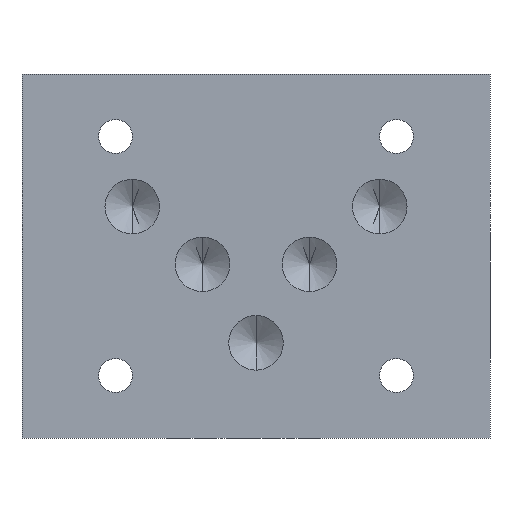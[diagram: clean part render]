
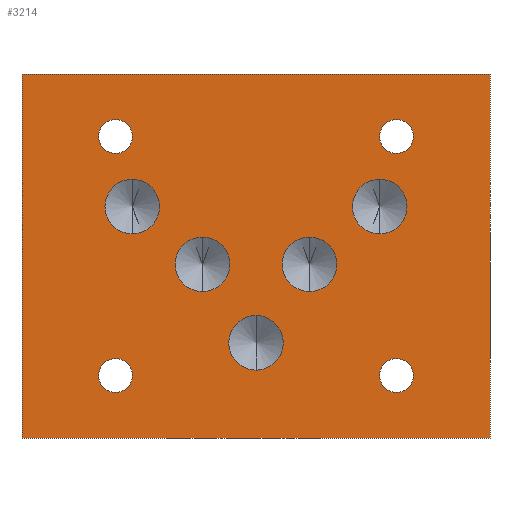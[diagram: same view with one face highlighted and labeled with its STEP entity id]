
A CAD part, front view. The second image highlights one B-rep face of the part: STEP entity #3214.
In plain terms, the highlighted planar face has unit normal (0, -1, 0).
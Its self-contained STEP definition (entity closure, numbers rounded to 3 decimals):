
#1=DIRECTION('',(0.,0.,1.));
#2=VECTOR('',#1,70.);
#3=CARTESIAN_POINT('',(-45.,-15.,-35.));
#4=LINE('',#3,#2);
#5=DIRECTION('',(1.,0.,0.));
#6=VECTOR('',#5,90.);
#7=CARTESIAN_POINT('',(-45.,-15.,35.));
#8=LINE('',#7,#6);
#9=DIRECTION('',(0.,0.,-1.));
#10=VECTOR('',#9,70.);
#11=CARTESIAN_POINT('',(45.,-15.,35.));
#12=LINE('',#11,#10);
#13=DIRECTION('',(-1.,0.,0.));
#14=VECTOR('',#13,90.);
#15=CARTESIAN_POINT('',(45.,-15.,-35.));
#16=LINE('',#15,#14);
#17=CARTESIAN_POINT('',(-27.,-15.,-23.));
#18=DIRECTION('',(0.,1.,0.));
#19=DIRECTION('',(0.,0.,1.));
#20=AXIS2_PLACEMENT_3D('',#17,#18,#19);
#22=CARTESIAN_POINT('',(-27.,-15.,-23.));
#23=DIRECTION('',(0.,1.,0.));
#24=DIRECTION('',(0.,0.,-1.));
#25=AXIS2_PLACEMENT_3D('',#22,#23,#24);
#27=CARTESIAN_POINT('',(27.,-15.,-23.));
#28=DIRECTION('',(0.,1.,0.));
#29=DIRECTION('',(0.,0.,1.));
#30=AXIS2_PLACEMENT_3D('',#27,#28,#29);
#32=CARTESIAN_POINT('',(27.,-15.,-23.));
#33=DIRECTION('',(0.,1.,0.));
#34=DIRECTION('',(0.,0.,-1.));
#35=AXIS2_PLACEMENT_3D('',#32,#33,#34);
#37=CARTESIAN_POINT('',(-27.,-15.,23.));
#38=DIRECTION('',(0.,1.,0.));
#39=DIRECTION('',(0.,0.,1.));
#40=AXIS2_PLACEMENT_3D('',#37,#38,#39);
#42=CARTESIAN_POINT('',(-27.,-15.,23.));
#43=DIRECTION('',(0.,1.,0.));
#44=DIRECTION('',(0.,0.,-1.));
#45=AXIS2_PLACEMENT_3D('',#42,#43,#44);
#47=CARTESIAN_POINT('',(27.,-15.,23.));
#48=DIRECTION('',(0.,1.,0.));
#49=DIRECTION('',(0.,0.,1.));
#50=AXIS2_PLACEMENT_3D('',#47,#48,#49);
#52=CARTESIAN_POINT('',(27.,-15.,23.));
#53=DIRECTION('',(0.,1.,0.));
#54=DIRECTION('',(0.,0.,-1.));
#55=AXIS2_PLACEMENT_3D('',#52,#53,#54);
#57=CARTESIAN_POINT('',(-23.8,-15.,9.5));
#58=DIRECTION('',(0.,-1.,0.));
#59=DIRECTION('',(0.,0.,-1.));
#60=AXIS2_PLACEMENT_3D('',#57,#58,#59);
#62=CARTESIAN_POINT('',(-23.8,-15.,9.5));
#63=DIRECTION('',(0.,-1.,0.));
#64=DIRECTION('',(0.,0.,1.));
#65=AXIS2_PLACEMENT_3D('',#62,#63,#64);
#67=CARTESIAN_POINT('',(-10.3,-15.,-1.6));
#68=DIRECTION('',(0.,-1.,0.));
#69=DIRECTION('',(0.,0.,-1.));
#70=AXIS2_PLACEMENT_3D('',#67,#68,#69);
#72=CARTESIAN_POINT('',(-10.3,-15.,-1.6));
#73=DIRECTION('',(0.,-1.,0.));
#74=DIRECTION('',(0.,0.,1.));
#75=AXIS2_PLACEMENT_3D('',#72,#73,#74);
#77=CARTESIAN_POINT('',(0.,-15.,-16.7));
#78=DIRECTION('',(0.,-1.,0.));
#79=DIRECTION('',(0.,0.,-1.));
#80=AXIS2_PLACEMENT_3D('',#77,#78,#79);
#82=CARTESIAN_POINT('',(0.,-15.,-16.7));
#83=DIRECTION('',(0.,-1.,0.));
#84=DIRECTION('',(0.,0.,1.));
#85=AXIS2_PLACEMENT_3D('',#82,#83,#84);
#87=CARTESIAN_POINT('',(10.3,-15.,-1.6));
#88=DIRECTION('',(0.,-1.,0.));
#89=DIRECTION('',(0.,0.,-1.));
#90=AXIS2_PLACEMENT_3D('',#87,#88,#89);
#92=CARTESIAN_POINT('',(10.3,-15.,-1.6));
#93=DIRECTION('',(0.,-1.,0.));
#94=DIRECTION('',(0.,0.,1.));
#95=AXIS2_PLACEMENT_3D('',#92,#93,#94);
#97=CARTESIAN_POINT('',(23.8,-15.,9.5));
#98=DIRECTION('',(0.,-1.,0.));
#99=DIRECTION('',(0.,0.,-1.));
#100=AXIS2_PLACEMENT_3D('',#97,#98,#99);
#102=CARTESIAN_POINT('',(23.8,-15.,9.5));
#103=DIRECTION('',(0.,-1.,0.));
#104=DIRECTION('',(0.,0.,1.));
#105=AXIS2_PLACEMENT_3D('',#102,#103,#104);
#2385=CARTESIAN_POINT('',(-45.,-15.,-35.));
#2386=CARTESIAN_POINT('',(-45.,-15.,35.));
#2387=VERTEX_POINT('',#2385);
#2388=VERTEX_POINT('',#2386);
#2389=CARTESIAN_POINT('',(45.,-15.,35.));
#2390=VERTEX_POINT('',#2389);
#2391=CARTESIAN_POINT('',(45.,-15.,-35.));
#2392=VERTEX_POINT('',#2391);
#2441=CARTESIAN_POINT('',(-27.,-15.,-19.75));
#2442=CARTESIAN_POINT('',(-27.,-15.,-26.25));
#2443=VERTEX_POINT('',#2441);
#2444=VERTEX_POINT('',#2442);
#2449=CARTESIAN_POINT('',(27.,-15.,-19.75));
#2450=CARTESIAN_POINT('',(27.,-15.,-26.25));
#2451=VERTEX_POINT('',#2449);
#2452=VERTEX_POINT('',#2450);
#2457=CARTESIAN_POINT('',(-27.,-15.,26.25));
#2458=CARTESIAN_POINT('',(-27.,-15.,19.75));
#2459=VERTEX_POINT('',#2457);
#2460=VERTEX_POINT('',#2458);
#2465=CARTESIAN_POINT('',(27.,-15.,26.25));
#2466=CARTESIAN_POINT('',(27.,-15.,19.75));
#2467=VERTEX_POINT('',#2465);
#2468=VERTEX_POINT('',#2466);
#2923=CARTESIAN_POINT('',(-23.8,-15.,4.25));
#2924=CARTESIAN_POINT('',(-23.8,-15.,14.75));
#2925=VERTEX_POINT('',#2923);
#2926=VERTEX_POINT('',#2924);
#2933=CARTESIAN_POINT('',(-10.3,-15.,-6.85));
#2934=CARTESIAN_POINT('',(-10.3,-15.,3.65));
#2935=VERTEX_POINT('',#2933);
#2936=VERTEX_POINT('',#2934);
#2943=CARTESIAN_POINT('',(0.,-15.,-21.95));
#2944=CARTESIAN_POINT('',(0.,-15.,-11.45));
#2945=VERTEX_POINT('',#2943);
#2946=VERTEX_POINT('',#2944);
#2953=CARTESIAN_POINT('',(10.3,-15.,-6.85));
#2954=CARTESIAN_POINT('',(10.3,-15.,3.65));
#2955=VERTEX_POINT('',#2953);
#2956=VERTEX_POINT('',#2954);
#2963=CARTESIAN_POINT('',(23.8,-15.,4.25));
#2964=CARTESIAN_POINT('',(23.8,-15.,14.75));
#2965=VERTEX_POINT('',#2963);
#2966=VERTEX_POINT('',#2964);
#3145=CARTESIAN_POINT('',(0.,-15.,0.));
#3146=DIRECTION('',(0.,1.,0.));
#3147=DIRECTION('',(1.,0.,0.));
#3148=AXIS2_PLACEMENT_3D('',#3145,#3146,#3147);
#3149=PLANE('',#3148);
#3151=ORIENTED_EDGE('',*,*,#3150,.T.);
#3153=ORIENTED_EDGE('',*,*,#3152,.T.);
#3155=ORIENTED_EDGE('',*,*,#3154,.T.);
#3157=ORIENTED_EDGE('',*,*,#3156,.T.);
#3158=EDGE_LOOP('',(#3151,#3153,#3155,#3157));
#3159=FACE_OUTER_BOUND('',#3158,.F.);
#3161=ORIENTED_EDGE('',*,*,#3160,.F.);
#3163=ORIENTED_EDGE('',*,*,#3162,.F.);
#3164=EDGE_LOOP('',(#3161,#3163));
#3165=FACE_BOUND('',#3164,.F.);
#3167=ORIENTED_EDGE('',*,*,#3166,.F.);
#3169=ORIENTED_EDGE('',*,*,#3168,.F.);
#3170=EDGE_LOOP('',(#3167,#3169));
#3171=FACE_BOUND('',#3170,.F.);
#3173=ORIENTED_EDGE('',*,*,#3172,.F.);
#3175=ORIENTED_EDGE('',*,*,#3174,.F.);
#3176=EDGE_LOOP('',(#3173,#3175));
#3177=FACE_BOUND('',#3176,.F.);
#3179=ORIENTED_EDGE('',*,*,#3178,.F.);
#3181=ORIENTED_EDGE('',*,*,#3180,.F.);
#3182=EDGE_LOOP('',(#3179,#3181));
#3183=FACE_BOUND('',#3182,.F.);
#3185=ORIENTED_EDGE('',*,*,#3184,.T.);
#3187=ORIENTED_EDGE('',*,*,#3186,.T.);
#3188=EDGE_LOOP('',(#3185,#3187));
#3189=FACE_BOUND('',#3188,.F.);
#3191=ORIENTED_EDGE('',*,*,#3190,.T.);
#3193=ORIENTED_EDGE('',*,*,#3192,.T.);
#3194=EDGE_LOOP('',(#3191,#3193));
#3195=FACE_BOUND('',#3194,.F.);
#3197=ORIENTED_EDGE('',*,*,#3196,.T.);
#3199=ORIENTED_EDGE('',*,*,#3198,.T.);
#3200=EDGE_LOOP('',(#3197,#3199));
#3201=FACE_BOUND('',#3200,.F.);
#3203=ORIENTED_EDGE('',*,*,#3202,.T.);
#3205=ORIENTED_EDGE('',*,*,#3204,.T.);
#3206=EDGE_LOOP('',(#3203,#3205));
#3207=FACE_BOUND('',#3206,.F.);
#3209=ORIENTED_EDGE('',*,*,#3208,.T.);
#3211=ORIENTED_EDGE('',*,*,#3210,.T.);
#3212=EDGE_LOOP('',(#3209,#3211));
#3213=FACE_BOUND('',#3212,.F.);
#3214=ADVANCED_FACE('',(#3159,#3165,#3171,#3177,#3183,#3189,#3195,#3201,#3207,
#3213),#3149,.F.);
#21=CIRCLE('',#20,3.25);
#26=CIRCLE('',#25,3.25);
#31=CIRCLE('',#30,3.25);
#36=CIRCLE('',#35,3.25);
#41=CIRCLE('',#40,3.25);
#46=CIRCLE('',#45,3.25);
#51=CIRCLE('',#50,3.25);
#56=CIRCLE('',#55,3.25);
#61=CIRCLE('',#60,5.25);
#66=CIRCLE('',#65,5.25);
#71=CIRCLE('',#70,5.25);
#76=CIRCLE('',#75,5.25);
#81=CIRCLE('',#80,5.25);
#86=CIRCLE('',#85,5.25);
#91=CIRCLE('',#90,5.25);
#96=CIRCLE('',#95,5.25);
#101=CIRCLE('',#100,5.25);
#106=CIRCLE('',#105,5.25);
#3150=EDGE_CURVE('',#2387,#2388,#4,.T.);
#3152=EDGE_CURVE('',#2388,#2390,#8,.T.);
#3154=EDGE_CURVE('',#2390,#2392,#12,.T.);
#3156=EDGE_CURVE('',#2392,#2387,#16,.T.);
#3160=EDGE_CURVE('',#2443,#2444,#21,.T.);
#3162=EDGE_CURVE('',#2444,#2443,#26,.T.);
#3166=EDGE_CURVE('',#2451,#2452,#31,.T.);
#3168=EDGE_CURVE('',#2452,#2451,#36,.T.);
#3172=EDGE_CURVE('',#2459,#2460,#41,.T.);
#3174=EDGE_CURVE('',#2460,#2459,#46,.T.);
#3178=EDGE_CURVE('',#2467,#2468,#51,.T.);
#3180=EDGE_CURVE('',#2468,#2467,#56,.T.);
#3184=EDGE_CURVE('',#2925,#2926,#61,.T.);
#3186=EDGE_CURVE('',#2926,#2925,#66,.T.);
#3190=EDGE_CURVE('',#2935,#2936,#71,.T.);
#3192=EDGE_CURVE('',#2936,#2935,#76,.T.);
#3196=EDGE_CURVE('',#2945,#2946,#81,.T.);
#3198=EDGE_CURVE('',#2946,#2945,#86,.T.);
#3202=EDGE_CURVE('',#2955,#2956,#91,.T.);
#3204=EDGE_CURVE('',#2956,#2955,#96,.T.);
#3208=EDGE_CURVE('',#2965,#2966,#101,.T.);
#3210=EDGE_CURVE('',#2966,#2965,#106,.T.);
